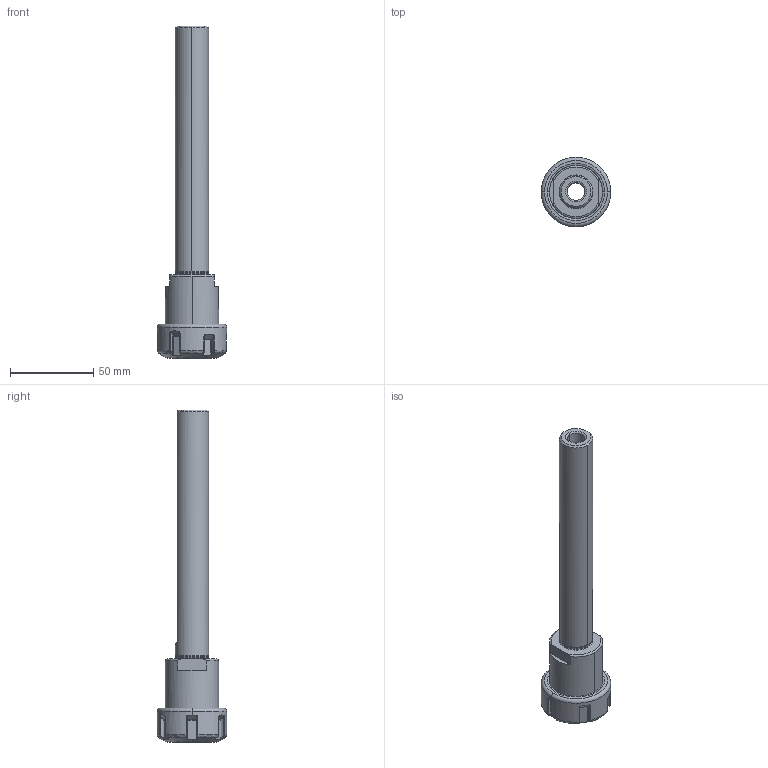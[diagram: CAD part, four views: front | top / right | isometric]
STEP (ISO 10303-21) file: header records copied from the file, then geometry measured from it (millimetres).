
FILE_DESCRIPTION((''),'2;1');
FILE_NAME('120_02_04_16','2020-09-16T',('103090'),(''),'CREO PARAMETRIC BY PTC INC, 2016260','CREO PARAMETRIC BY PTC INC, 2016260','');
FILE_SCHEMA(('CONFIG_CONTROL_DESIGN'));
Length unit declared in the file: millimetre
Products named in the file (1): 120_02_04_16
Bounding box: 41.9 x 41.9 x 200 mm (x, y, z)
Volume: 62828.3 mm3; surface area: 26258.3 mm2
Topology: 1 solids, 1 shells, 216 faces, 523 edges, 314 vertices
Faces by surface type: bspline 60, plane 51, cylinder 50, torus 32, sphere 12, cone 11
Entity records: 8969 total; most frequent: CARTESIAN_POINT 4307, ORIENTED_EDGE 1046, DIRECTION 828, EDGE_CURVE 523, AXIS2_PLACEMENT_3D 320, VERTEX_POINT 314, EDGE_LOOP 223, FACE_OUTER_BOUND 216
